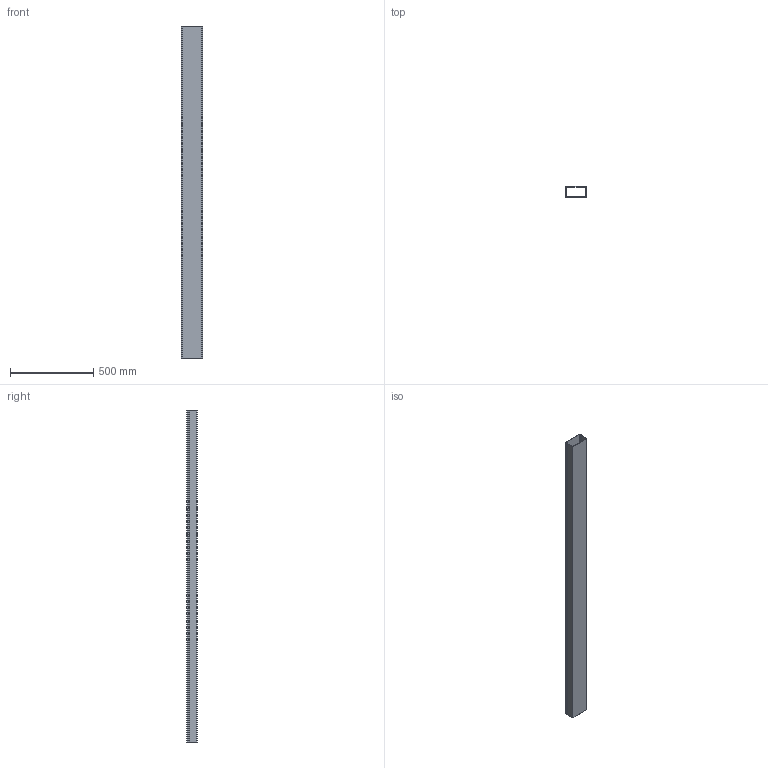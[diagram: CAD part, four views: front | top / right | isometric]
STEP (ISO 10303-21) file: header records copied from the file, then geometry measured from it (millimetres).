
FILE_DESCRIPTION (( 'STEP AP214' ), '1' );
FILE_NAME ('6178213.stp', '2016-08-03T14:45:30', ( '' ), ( '' ), 'SwSTEP 2.0', 'SolidWorks 2014', '' );
FILE_SCHEMA (( 'AUTOMOTIVE_DESIGN' ));
Length unit declared in the file: millimetre
Products named in the file (3): LK4_60120_UT; Oberteil; 6178213
Assembly tree (2 placements, depth 2):
  6178213
    Oberteil
    LK4_60120_UT
Bounding box: 127.8 x 64.2 x 2000 mm (x, y, z)
Volume: 1796430.4 mm3; surface area: 1716249.1 mm2
Topology: 2 solids, 2 shells, 83 faces, 237 edges, 158 vertices
Faces by surface type: plane 42, cylinder 41
Entity records: 3756 total; most frequent: DIRECTION 495, CARTESIAN_POINT 483, ORIENTED_EDGE 474, EDGE_CURVE 237, AXIS2_PLACEMENT_3D 170, VERTEX_POINT 158, LINE 155, VECTOR 155
